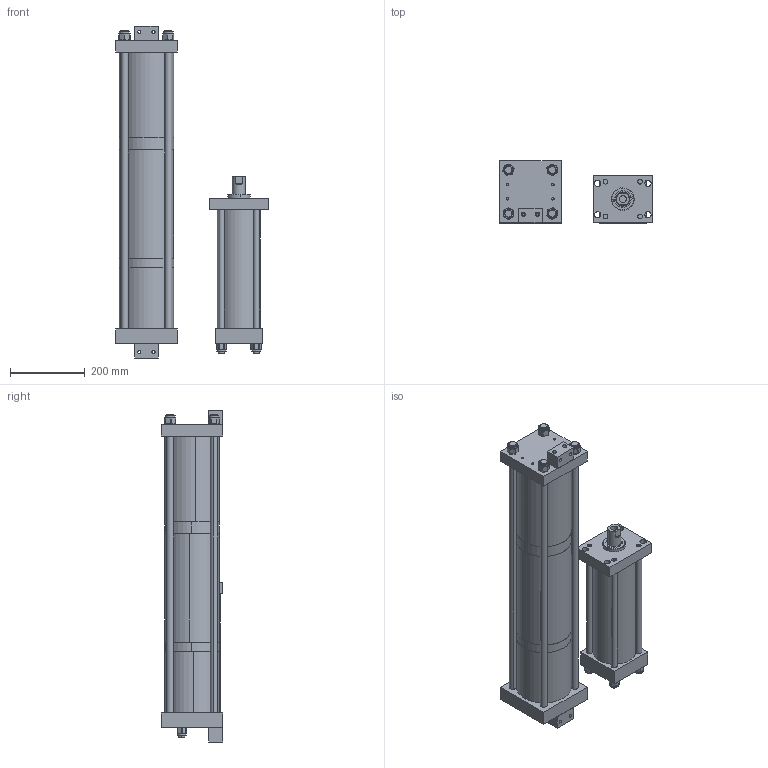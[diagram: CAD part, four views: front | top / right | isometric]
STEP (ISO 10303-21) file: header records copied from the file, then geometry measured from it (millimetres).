
FILE_DESCRIPTION (( 'STEP AP203' ), '1' );
FILE_NAME ('HPX-8-8.00-.50-FH.STEP', '2021-01-19T14:06:51', ( '' ), ( '' ), 'SwSTEP 2.0', 'SolidWorks 2018', '' );
FILE_SCHEMA (( 'CONFIG_CONTROL_DESIGN' ));
Length unit declared in the file: inch
Products named in the file (18): E1063_HPX-8-8-.50(32.902"); ES0805_HPX-8-8-1; NLN .625; F1062; E1061_HPX-8-6-.50; HPX-8-8.00-.50-FH; G1010; F0403; E10BRK; ES1014_HPX-8-6-.50; E0804; NLN .75; E1011_HPX-8-8-1; E1013; E1064; E0859; E0401_Work Rod; E0860_HPX-8-8-1
Assembly tree (30 placements, depth 2):
  HPX-8-8.00-.50-FH
    E0804
    F0403
    E0401_Work Rod
    E0859
    NLN .625  x4
    ES0805_HPX-8-8-1
    E0860_HPX-8-8-1  x4
    G1010
    E1013
    E1064
    NLN .75  x4
    F1062
    E10BRK  x2
    E1061_HPX-8-6-.50
    ES1014_HPX-8-6-.50
    E1011_HPX-8-8-1
    E1063_HPX-8-8-.50(32.902")  x4
Bounding box: 409.57 x 165.1 x 889.69 mm (x, y, z)
Volume: 9387664.8 mm3; surface area: 1672287.1 mm2
Topology: 31 solids, 31 shells, 780 faces, 1827 edges, 1049 vertices
Faces by surface type: cylinder 396, plane 244, sphere 49, bspline 48, cone 43
Entity records: 16387 total; most frequent: CARTESIAN_POINT 3508, DIRECTION 2422, ORIENTED_EDGE 2018, EDGE_CURVE 1009, AXIS2_PLACEMENT_3D 1000, VERTEX_POINT 637, EDGE_LOOP 578, CIRCLE 529
